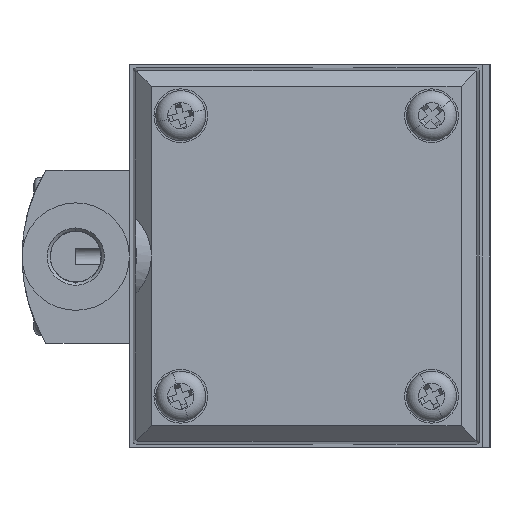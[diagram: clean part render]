
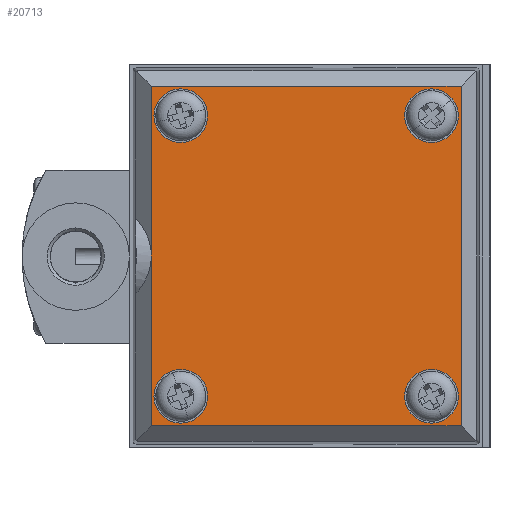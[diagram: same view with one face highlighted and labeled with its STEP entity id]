
A CAD part, left-side view. The second image highlights one B-rep face of the part: STEP entity #20713.
In plain terms, the highlighted face is planar.
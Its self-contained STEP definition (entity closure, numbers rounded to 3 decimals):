
#3142 = CIRCLE ( 'NONE', #12223, 4.5 ) ;
#3148 = CIRCLE ( 'NONE', #12225, 4.5 ) ;
#3154 = CIRCLE ( 'NONE', #12227, 4.5 ) ;
#3160 = CIRCLE ( 'NONE', #12229, 4.5 ) ;
#3240 = LINE ( 'NONE', #22049, #3242 ) ;
#3242 = VECTOR ( 'NONE', #22050, 1000. ) ;
#3249 = LINE ( 'NONE', #22069, #3250 ) ;
#3250 = VECTOR ( 'NONE', #22070, 1000. ) ;
#3395 = LINE ( 'NONE', #17188, #3396 ) ;
#3396 = VECTOR ( 'NONE', #17189, 1000. ) ;
#3397 = LINE ( 'NONE', #17190, #3398 ) ;
#3398 = VECTOR ( 'NONE', #17191, 1000. ) ;
#3399 = LINE ( 'NONE', #17192, #3400 ) ;
#3400 = VECTOR ( 'NONE', #17193, 1000. ) ;
#3401 = CIRCLE ( 'NONE', #12293, 4.5 ) ;
#3402 = CIRCLE ( 'NONE', #12294, 4.5 ) ;
#3403 = CIRCLE ( 'NONE', #12295, 4.5 ) ;
#3404 = CIRCLE ( 'NONE', #12296, 4.5 ) ;
#3833 = EDGE_CURVE ( 'NONE', #7993, #7992, #3142, .T. ) ;
#3837 = EDGE_CURVE ( 'NONE', #7935, #7936, #3148, .T. ) ;
#3841 = EDGE_CURVE ( 'NONE', #7931, #7932, #3154, .T. ) ;
#3845 = EDGE_CURVE ( 'NONE', #7928, #7927, #3160, .T. ) ;
#3918 = EDGE_CURVE ( 'NONE', #18343, #18344, #3240, .T. ) ;
#3925 = EDGE_CURVE ( 'NONE', #18350, #18343, #3249, .T. ) ;
#4031 = EDGE_CURVE ( 'NONE', #18344, #18422, #3395, .T. ) ;
#4032 = EDGE_CURVE ( 'NONE', #18422, #18423, #3397, .T. ) ;
#4033 = EDGE_CURVE ( 'NONE', #18423, #18350, #3399, .T. ) ;
#4034 = EDGE_CURVE ( 'NONE', #7992, #7993, #3401, .T. ) ;
#4035 = EDGE_CURVE ( 'NONE', #7936, #7935, #3402, .T. ) ;
#4036 = EDGE_CURVE ( 'NONE', #7932, #7931, #3403, .T. ) ;
#4037 = EDGE_CURVE ( 'NONE', #7927, #7928, #3404, .T. ) ;
#7927 = VERTEX_POINT ( 'NONE', #29877 ) ;
#7928 = VERTEX_POINT ( 'NONE', #29878 ) ;
#7931 = VERTEX_POINT ( 'NONE', #29881 ) ;
#7932 = VERTEX_POINT ( 'NONE', #29882 ) ;
#7935 = VERTEX_POINT ( 'NONE', #29885 ) ;
#7936 = VERTEX_POINT ( 'NONE', #29886 ) ;
#7992 = VERTEX_POINT ( 'NONE', #29942 ) ;
#7993 = VERTEX_POINT ( 'NONE', #29943 ) ;
#8118 = EDGE_LOOP ( 'NONE', ( #23422, #23423, #23424, #23425, #23426 ) ) ;
#8119 = EDGE_LOOP ( 'NONE', ( #23427, #23428 ) ) ;
#8120 = EDGE_LOOP ( 'NONE', ( #23429, #23430 ) ) ;
#8121 = EDGE_LOOP ( 'NONE', ( #23431, #23432 ) ) ;
#8122 = EDGE_LOOP ( 'NONE', ( #23433, #23434 ) ) ;
#12223 = AXIS2_PLACEMENT_3D ( 'NONE', #21749, #21750, #21751 ) ;
#12225 = AXIS2_PLACEMENT_3D ( 'NONE', #21759, #21760, #21761 ) ;
#12227 = AXIS2_PLACEMENT_3D ( 'NONE', #21769, #21770, #21771 ) ;
#12229 = AXIS2_PLACEMENT_3D ( 'NONE', #21779, #21780, #21781 ) ;
#12293 = AXIS2_PLACEMENT_3D ( 'NONE', #17194, #17195, #17196 ) ;
#12294 = AXIS2_PLACEMENT_3D ( 'NONE', #17197, #17198, #17199 ) ;
#12295 = AXIS2_PLACEMENT_3D ( 'NONE', #17200, #17201, #17202 ) ;
#12296 = AXIS2_PLACEMENT_3D ( 'NONE', #17203, #17204, #17205 ) ;
#17188 = CARTESIAN_POINT ( 'NONE',  ( -28.448, -28.5, 0. ) ) ;
#17189 = DIRECTION ( 'NONE',  ( 0., -1., 0. ) ) ;
#17190 = CARTESIAN_POINT ( 'NONE',  ( -31., -25.948, 0. ) ) ;
#17191 = DIRECTION ( 'NONE',  ( 1., 0., 0. ) ) ;
#17192 = CARTESIAN_POINT ( 'NONE',  ( 28.448, -28.5, 0. ) ) ;
#17193 = DIRECTION ( 'NONE',  ( 0., 1., 0. ) ) ;
#17194 = CARTESIAN_POINT ( 'NONE',  ( -23.5, 21., 0. ) ) ;
#17195 = DIRECTION ( 'NONE',  ( 0., 0., 1. ) ) ;
#17196 = DIRECTION ( 'NONE',  ( -1., 0., 0. ) ) ;
#17197 = CARTESIAN_POINT ( 'NONE',  ( 23.5, 21., 0. ) ) ;
#17198 = DIRECTION ( 'NONE',  ( 0., 0., 1. ) ) ;
#17199 = DIRECTION ( 'NONE',  ( 1., 0., 0. ) ) ;
#17200 = CARTESIAN_POINT ( 'NONE',  ( 23.5, -21., 0. ) ) ;
#17201 = DIRECTION ( 'NONE',  ( 0., 0., 1. ) ) ;
#17202 = DIRECTION ( 'NONE',  ( -1., 0., 0. ) ) ;
#17203 = CARTESIAN_POINT ( 'NONE',  ( -23.5, -21., 0. ) ) ;
#17204 = DIRECTION ( 'NONE',  ( 0., 0., 1. ) ) ;
#17205 = DIRECTION ( 'NONE',  ( 1., 0., 0. ) ) ;
#18343 = VERTEX_POINT ( 'NONE', #35677 ) ;
#18344 = VERTEX_POINT ( 'NONE', #35678 ) ;
#18350 = VERTEX_POINT ( 'NONE', #35684 ) ;
#18422 = VERTEX_POINT ( 'NONE', #35756 ) ;
#18423 = VERTEX_POINT ( 'NONE', #35757 ) ;
#20713 = ADVANCED_FACE ( 'NONE', ( #37276, #37277, #37278, #37279, #37280 ), #25353, .T. ) ;
#21749 = CARTESIAN_POINT ( 'NONE',  ( -23.5, 21., 0. ) ) ;
#21750 = DIRECTION ( 'NONE',  ( 0., 0., 1. ) ) ;
#21751 = DIRECTION ( 'NONE',  ( -1., 0., 0. ) ) ;
#21759 = CARTESIAN_POINT ( 'NONE',  ( 23.5, 21., 0. ) ) ;
#21760 = DIRECTION ( 'NONE',  ( 0., 0., 1. ) ) ;
#21761 = DIRECTION ( 'NONE',  ( 1., 0., 0. ) ) ;
#21769 = CARTESIAN_POINT ( 'NONE',  ( 23.5, -21., 0. ) ) ;
#21770 = DIRECTION ( 'NONE',  ( 0., 0., 1. ) ) ;
#21771 = DIRECTION ( 'NONE',  ( -1., 0., 0. ) ) ;
#21779 = CARTESIAN_POINT ( 'NONE',  ( -23.5, -21., 0. ) ) ;
#21780 = DIRECTION ( 'NONE',  ( 0., 0., 1. ) ) ;
#21781 = DIRECTION ( 'NONE',  ( 1., 0., 0. ) ) ;
#22049 = CARTESIAN_POINT ( 'NONE',  ( -31., 25.948, 0. ) ) ;
#22050 = DIRECTION ( 'NONE',  ( -1., 0., 0. ) ) ;
#22069 = CARTESIAN_POINT ( 'NONE',  ( -31., 25.948, 0. ) ) ;
#22070 = DIRECTION ( 'NONE',  ( -1., 0., 0. ) ) ;
#23422 = ORIENTED_EDGE ( 'NONE', *, *, #3925, .T. ) ;
#23423 = ORIENTED_EDGE ( 'NONE', *, *, #3918, .T. ) ;
#23424 = ORIENTED_EDGE ( 'NONE', *, *, #4031, .T. ) ;
#23425 = ORIENTED_EDGE ( 'NONE', *, *, #4032, .T. ) ;
#23426 = ORIENTED_EDGE ( 'NONE', *, *, #4033, .T. ) ;
#23427 = ORIENTED_EDGE ( 'NONE', *, *, #4034, .F. ) ;
#23428 = ORIENTED_EDGE ( 'NONE', *, *, #3833, .F. ) ;
#23429 = ORIENTED_EDGE ( 'NONE', *, *, #4035, .F. ) ;
#23430 = ORIENTED_EDGE ( 'NONE', *, *, #3837, .F. ) ;
#23431 = ORIENTED_EDGE ( 'NONE', *, *, #4036, .F. ) ;
#23432 = ORIENTED_EDGE ( 'NONE', *, *, #3841, .F. ) ;
#23433 = ORIENTED_EDGE ( 'NONE', *, *, #4037, .F. ) ;
#23434 = ORIENTED_EDGE ( 'NONE', *, *, #3845, .F. ) ;
#25353 = PLANE ( 'NONE',  #32041 ) ;
#25354 = CARTESIAN_POINT ( 'NONE',  ( -31., -28.5, 0. ) ) ;
#25356 = DIRECTION ( 'NONE',  ( 0., 0., 1. ) ) ;
#25358 = DIRECTION ( 'NONE',  ( 1., 0., 0. ) ) ;
#29877 = CARTESIAN_POINT ( 'NONE',  ( -19., -21., 0. ) ) ;
#29878 = CARTESIAN_POINT ( 'NONE',  ( -28., -21., 0. ) ) ;
#29881 = CARTESIAN_POINT ( 'NONE',  ( 19., -21., 0. ) ) ;
#29882 = CARTESIAN_POINT ( 'NONE',  ( 28., -21., 0. ) ) ;
#29885 = CARTESIAN_POINT ( 'NONE',  ( 19., 21., 0. ) ) ;
#29886 = CARTESIAN_POINT ( 'NONE',  ( 28., 21., 0. ) ) ;
#29942 = CARTESIAN_POINT ( 'NONE',  ( -19., 21., 0. ) ) ;
#29943 = CARTESIAN_POINT ( 'NONE',  ( -28., 21., 0. ) ) ;
#32041 = AXIS2_PLACEMENT_3D ( 'NONE', #25354, #25356, #25358 ) ;
#35677 = CARTESIAN_POINT ( 'NONE',  ( 0., 25.948, 0. ) ) ;
#35678 = CARTESIAN_POINT ( 'NONE',  ( -28.448, 25.948, 0. ) ) ;
#35684 = CARTESIAN_POINT ( 'NONE',  ( 28.448, 25.948, 0. ) ) ;
#35756 = CARTESIAN_POINT ( 'NONE',  ( -28.448, -25.948, 0. ) ) ;
#35757 = CARTESIAN_POINT ( 'NONE',  ( 28.448, -25.948, 0. ) ) ;
#37276 = FACE_OUTER_BOUND ( 'NONE', #8118, .T. ) ;
#37277 = FACE_BOUND ( 'NONE', #8119, .T. ) ;
#37278 = FACE_BOUND ( 'NONE', #8120, .T. ) ;
#37279 = FACE_BOUND ( 'NONE', #8121, .T. ) ;
#37280 = FACE_BOUND ( 'NONE', #8122, .T. ) ;
